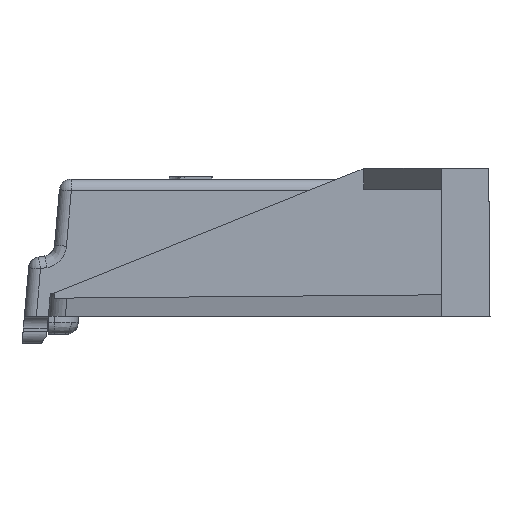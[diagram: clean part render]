
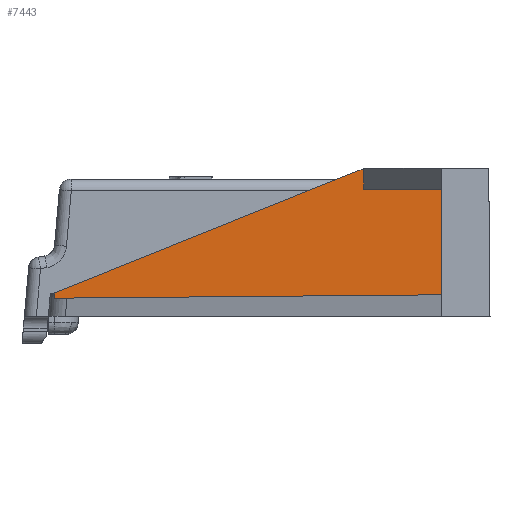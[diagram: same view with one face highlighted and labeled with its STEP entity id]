
A CAD part, left-side view. The second image highlights one B-rep face of the part: STEP entity #7443.
In plain terms, the highlighted planar face has unit normal (-1, 0.009, 0).
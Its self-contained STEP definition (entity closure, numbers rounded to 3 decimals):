
#898 = ORIENTED_EDGE ( 'NONE', *, *, #14386, .T. ) ;
#1705 = DIRECTION ( 'NONE',  ( 0., 0., -1. ) ) ;
#1843 = CARTESIAN_POINT ( 'NONE',  ( -59.606, 4.299, 10.667 ) ) ;
#2830 = CARTESIAN_POINT ( 'NONE',  ( -59.643, 0.037, 10.657 ) ) ;
#2910 = ORIENTED_EDGE ( 'NONE', *, *, #37697, .T. ) ;
#5392 = CARTESIAN_POINT ( 'NONE',  ( -59.643, 0.037, 10.6 ) ) ;
#7117 = DIRECTION ( 'NONE',  ( 0.008, 0.927, -0.374 ) ) ;
#7443 = ADVANCED_FACE ( 'NONE', ( #56462 ), #8013, .T. ) ;
#7728 = CARTESIAN_POINT ( 'NONE',  ( -59.7, -6.5, 1.8 ) ) ;
#8013 = PLANE ( 'NONE',  #43535 ) ;
#9071 = CARTESIAN_POINT ( 'NONE',  ( -59.417, 25.955, 1.517 ) ) ;
#11187 = VERTEX_POINT ( 'NONE', #13247 ) ;
#12041 = CARTESIAN_POINT ( 'NONE',  ( -59.64, 0.36, 12.255 ) ) ;
#12893 = EDGE_CURVE ( 'NONE', #11187, #22033, #41234, .T. ) ;
#13247 = CARTESIAN_POINT ( 'NONE',  ( -59.7, -6.5, 10.6 ) ) ;
#14087 = LINE ( 'NONE', #49594, #52200 ) ;
#14386 = EDGE_CURVE ( 'NONE', #48933, #24738, #46768, .T. ) ;
#14813 = ORIENTED_EDGE ( 'NONE', *, *, #31189, .F. ) ;
#16254 = CARTESIAN_POINT ( 'NONE',  ( -59.417, 25.933, 1.807 ) ) ;
#18910 = LINE ( 'NONE', #5392, #37295 ) ;
#18944 = CARTESIAN_POINT ( 'NONE',  ( -59.695, -5.979, 10.605 ) ) ;
#19885 = CARTESIAN_POINT ( 'NONE',  ( -59.64, 0.36, 12.255 ) ) ;
#19927 = LINE ( 'NONE', #20207, #32823 ) ;
#20207 = CARTESIAN_POINT ( 'NONE',  ( -59.7, -6.5, 0. ) ) ;
#20859 = CARTESIAN_POINT ( 'NONE',  ( -59.642, 0.147, 12.33 ) ) ;
#20991 = VERTEX_POINT ( 'NONE', #35312 ) ;
#21068 = ORIENTED_EDGE ( 'NONE', *, *, #28042, .T. ) ;
#22033 = VERTEX_POINT ( 'NONE', #2830 ) ;
#23205 = ORIENTED_EDGE ( 'NONE', *, *, #46874, .T. ) ;
#24738 = VERTEX_POINT ( 'NONE', #55798 ) ;
#25889 = CARTESIAN_POINT ( 'NONE',  ( -59.7, -6.5, 0. ) ) ;
#28042 = EDGE_CURVE ( 'NONE', #22033, #20991, #18910, .T. ) ;
#28283 = VERTEX_POINT ( 'NONE', #7728 ) ;
#29714 = DIRECTION ( 'NONE',  ( -1., 0.009, 0. ) ) ;
#31189 = EDGE_CURVE ( 'NONE', #11187, #28283, #19927, .T. ) ;
#31342 = DIRECTION ( 'NONE',  ( -0.009, -1., 0.009 ) ) ;
#31745 = ORIENTED_EDGE ( 'NONE', *, *, #51895, .T. ) ;
#32823 = VECTOR ( 'NONE', #1705, 1000. ) ;
#34595 = VECTOR ( 'NONE', #36803, 1000. ) ;
#35312 = CARTESIAN_POINT ( 'NONE',  ( -59.643, 0.037, 12.354 ) ) ;
#36169 = VERTEX_POINT ( 'NONE', #9071 ) ;
#36803 = DIRECTION ( 'NONE',  ( 0.009, 1., 0.009 ) ) ;
#36985 = EDGE_LOOP ( 'NONE', ( #21068, #23205, #898, #31745, #2910, #14813, #39324 ) ) ;
#37295 = VECTOR ( 'NONE', #41201, 1000. ) ;
#37697 = EDGE_CURVE ( 'NONE', #36169, #28283, #14087, .T. ) ;
#39324 = ORIENTED_EDGE ( 'NONE', *, *, #12893, .T. ) ;
#39669 = CARTESIAN_POINT ( 'NONE',  ( -59.417, 25.955, 1.517 ) ) ;
#41201 = DIRECTION ( 'NONE',  ( 0., 0., 1. ) ) ;
#41234 = LINE ( 'NONE', #18944, #34595 ) ;
#41670 = VECTOR ( 'NONE', #7117, 1000. ) ;
#43175 = CARTESIAN_POINT ( 'NONE',  ( -59.643, 0.037, 12.354 ) ) ;
#43535 = AXIS2_PLACEMENT_3D ( 'NONE', #25889, #29714, #47368 ) ;
#46768 = LINE ( 'NONE', #1843, #41670 ) ;
#46874 = EDGE_CURVE ( 'NONE', #20991, #48933, #50071, .T. ) ;
#47368 = DIRECTION ( 'NONE',  ( -0.009, -1., 0. ) ) ;
#47941 = CARTESIAN_POINT ( 'NONE',  ( -59.417, 25.922, 1.952 ) ) ;
#48933 = VERTEX_POINT ( 'NONE', #19885 ) ;
#49381 =( BOUNDED_CURVE ( )  B_SPLINE_CURVE ( 3, ( #47941, #16254, #57043, #39669 ),
 .UNSPECIFIED., .F., .F. ) 
 B_SPLINE_CURVE_WITH_KNOTS ( ( 4, 4 ),
 ( 2.192, 2.196 ),
 .UNSPECIFIED. ) 
 CURVE ( )  GEOMETRIC_REPRESENTATION_ITEM ( )  RATIONAL_B_SPLINE_CURVE ( ( 1., 1., 1., 1. ) ) 
 REPRESENTATION_ITEM ( '' )  );
#49594 = CARTESIAN_POINT ( 'NONE',  ( -59.695, -5.979, 1.795 ) ) ;
#50071 =( BOUNDED_CURVE ( )  B_SPLINE_CURVE ( 3, ( #43175, #20859, #52235, #12041 ),
 .UNSPECIFIED., .F., .F. ) 
 B_SPLINE_CURVE_WITH_KNOTS ( ( 4, 4 ),
 ( 4.927, 5.096 ),
 .UNSPECIFIED. ) 
 CURVE ( )  GEOMETRIC_REPRESENTATION_ITEM ( )  RATIONAL_B_SPLINE_CURVE ( ( 1., 0.998, 0.998, 1. ) ) 
 REPRESENTATION_ITEM ( '' )  );
#51895 = EDGE_CURVE ( 'NONE', #24738, #36169, #49381, .T. ) ;
#52200 = VECTOR ( 'NONE', #31342, 1000. ) ;
#52235 = CARTESIAN_POINT ( 'NONE',  ( -59.641, 0.255, 12.297 ) ) ;
#55798 = CARTESIAN_POINT ( 'NONE',  ( -59.417, 25.922, 1.952 ) ) ;
#56462 = FACE_OUTER_BOUND ( 'NONE', #36985, .T. ) ;
#57043 = CARTESIAN_POINT ( 'NONE',  ( -59.417, 25.944, 1.662 ) ) ;
